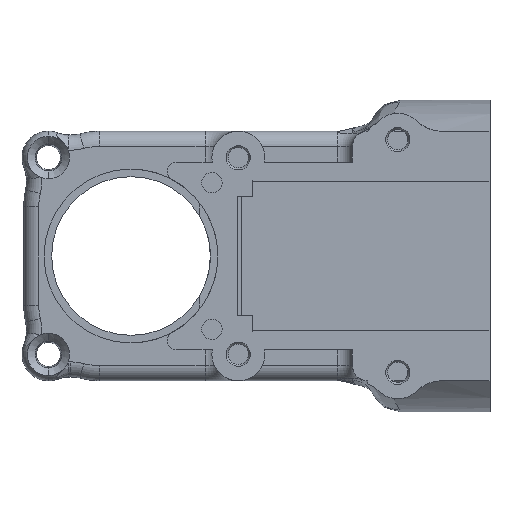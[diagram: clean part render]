
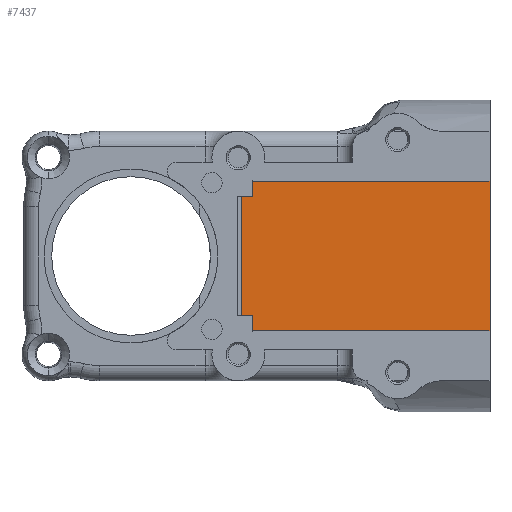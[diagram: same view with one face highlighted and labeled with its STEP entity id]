
A CAD part, front view. The second image highlights one B-rep face of the part: STEP entity #7437.
In plain terms, the highlighted planar face has unit normal (0, -1, 0).
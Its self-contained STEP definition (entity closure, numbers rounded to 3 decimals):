
#545 = EDGE_CURVE ( 'NONE', #7322, #8209, #971, .T. ) ;
#617 = CARTESIAN_POINT ( 'NONE',  ( 28.8, 8.3, 12.4 ) ) ;
#971 = LINE ( 'NONE', #7319, #1805 ) ;
#1309 = VECTOR ( 'NONE', #2079, 1000. ) ;
#1411 = CARTESIAN_POINT ( 'NONE',  ( 61.7, 8.3, -12.4 ) ) ;
#1513 = VECTOR ( 'NONE', #7177, 1000. ) ;
#1559 = ORIENTED_EDGE ( 'NONE', *, *, #545, .F. ) ;
#1637 = DIRECTION ( 'NONE',  ( 1., 0., 0. ) ) ;
#1805 = VECTOR ( 'NONE', #5574, 1000. ) ;
#2079 = DIRECTION ( 'NONE',  ( 0., 0., 1. ) ) ;
#2414 = AXIS2_PLACEMENT_3D ( 'NONE', #7034, #7724, #11363 ) ;
#2662 = CARTESIAN_POINT ( 'NONE',  ( 28.8, 8.3, -12.4 ) ) ;
#2693 = LINE ( 'NONE', #10637, #1513 ) ;
#3457 = EDGE_CURVE ( 'NONE', #6483, #5051, #11379, .T. ) ;
#5051 = VERTEX_POINT ( 'NONE', #5907 ) ;
#5574 = DIRECTION ( 'NONE',  ( 1., 0., 0. ) ) ;
#5907 = CARTESIAN_POINT ( 'NONE',  ( 61.7, 8.3, -12.4 ) ) ;
#6049 = FACE_OUTER_BOUND ( 'NONE', #10525, .T. ) ;
#6134 = VECTOR ( 'NONE', #1637, 1000. ) ;
#6483 = VERTEX_POINT ( 'NONE', #2662 ) ;
#7034 = CARTESIAN_POINT ( 'NONE',  ( 28.8, 8.3, 12.4 ) ) ;
#7177 = DIRECTION ( 'NONE',  ( 0., 0., 1. ) ) ;
#7319 = CARTESIAN_POINT ( 'NONE',  ( 28.8, 8.3, 12.4 ) ) ;
#7322 = VERTEX_POINT ( 'NONE', #617 ) ;
#7437 = ADVANCED_FACE ( 'NONE', ( #6049 ), #7835, .F. ) ;
#7476 = LINE ( 'NONE', #1411, #1309 ) ;
#7724 = DIRECTION ( 'NONE',  ( 0., 1., 0. ) ) ;
#7835 = PLANE ( 'NONE',  #2414 ) ;
#7904 = CARTESIAN_POINT ( 'NONE',  ( 28.8, 8.3, -12.4 ) ) ;
#8209 = VERTEX_POINT ( 'NONE', #10757 ) ;
#8346 = EDGE_CURVE ( 'NONE', #5051, #8209, #7476, .T. ) ;
#8351 = ORIENTED_EDGE ( 'NONE', *, *, #8346, .T. ) ;
#8981 = ORIENTED_EDGE ( 'NONE', *, *, #9823, .F. ) ;
#9823 = EDGE_CURVE ( 'NONE', #6483, #7322, #2693, .T. ) ;
#10310 = ORIENTED_EDGE ( 'NONE', *, *, #3457, .T. ) ;
#10525 = EDGE_LOOP ( 'NONE', ( #10310, #8351, #1559, #8981 ) ) ;
#10637 = CARTESIAN_POINT ( 'NONE',  ( 28.8, 8.3, 12.4 ) ) ;
#10757 = CARTESIAN_POINT ( 'NONE',  ( 61.7, 8.3, 12.4 ) ) ;
#11363 = DIRECTION ( 'NONE',  ( 0., 0., 1. ) ) ;
#11379 = LINE ( 'NONE', #7904, #6134 ) ;
